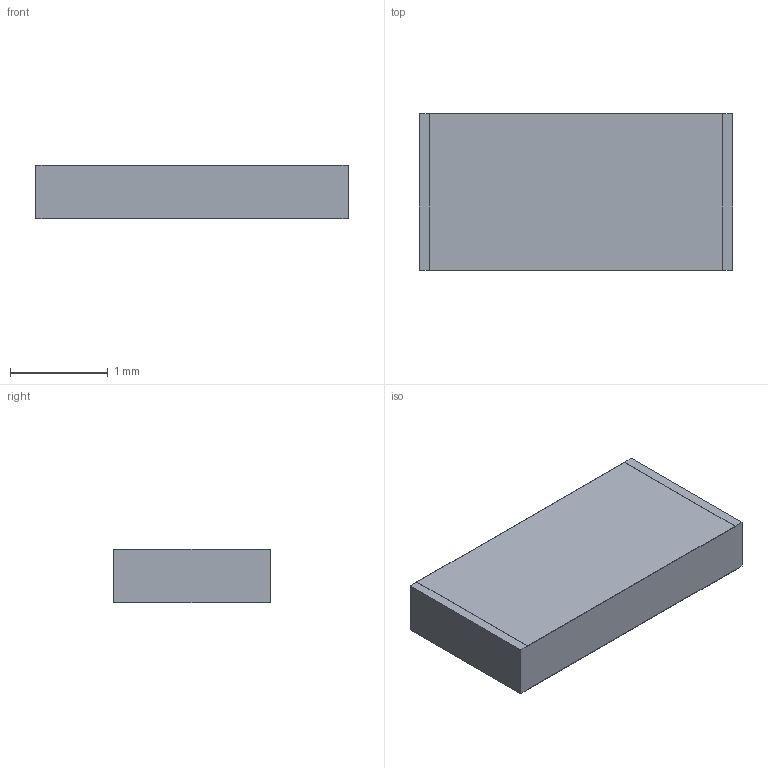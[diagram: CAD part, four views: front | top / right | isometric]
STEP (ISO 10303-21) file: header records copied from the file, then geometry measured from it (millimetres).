
FILE_DESCRIPTION (( 'STEP AP214' ), '1' );
FILE_NAME ('1206.STEP', '2015-03-06T11:01:08', ( '' ), ( '' ), 'SwSTEP 2.0', 'SolidWorks 2014', '' );
FILE_SCHEMA (( 'AUTOMOTIVE_DESIGN' ));
Length unit declared in the file: millimetre
Products named in the file (3): 1206; 0603; 0603_Cover
Assembly tree (3 placements, depth 2):
  1206
    0603
    0603_Cover  x2
Bounding box: 3.2 x 1.6 x 0.55 mm (x, y, z)
Volume: 2.8 mm3; surface area: 34.8 mm2
Topology: 3 solids, 3 shells, 26 faces, 60 edges, 40 vertices
Faces by surface type: plane 26
Entity records: 690 total; most frequent: CARTESIAN_POINT 106, DIRECTION 100, ORIENTED_EDGE 96, VECTOR 48, EDGE_CURVE 48, LINE 48, VERTEX_POINT 32, AXIS2_PLACEMENT_3D 26
